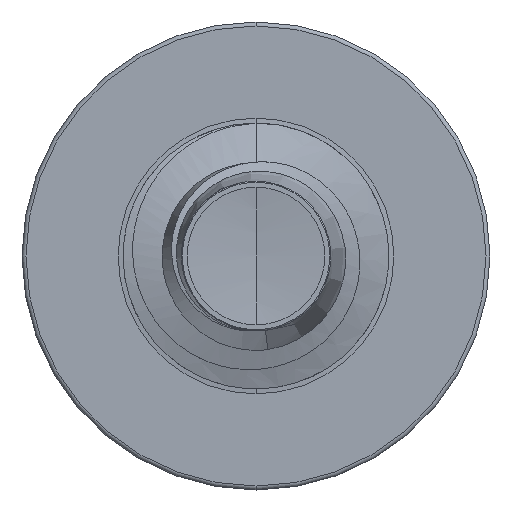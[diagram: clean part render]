
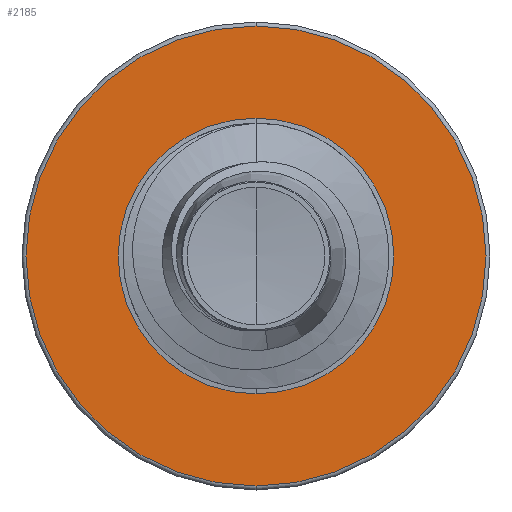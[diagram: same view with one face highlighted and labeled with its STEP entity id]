
A CAD part, front view. The second image highlights one B-rep face of the part: STEP entity #2185.
In plain terms, the highlighted planar face has unit normal (0, -1, 0).
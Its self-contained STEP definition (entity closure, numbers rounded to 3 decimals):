
#677 = DIRECTION ( 'NONE',  ( 0., 0., 1. ) ) ;
#678 = DIRECTION ( 'NONE',  ( 0., 1., 0. ) ) ;
#693 = CARTESIAN_POINT ( 'NONE',  ( 0., 3.5, 0. ) ) ;
#758 = CIRCLE ( 'NONE', #9382, 2.163 ) ;
#1861 = CARTESIAN_POINT ( 'NONE',  ( 0., 3.5, -1.296 ) ) ;
#1933 = EDGE_CURVE ( 'NONE', #7297, #6621, #6379, .T. ) ;
#2185 = ADVANCED_FACE ( 'NONE', ( #2427, #10365 ), #4703, .F. ) ;
#2427 = FACE_OUTER_BOUND ( 'NONE', #6273, .T. ) ;
#2573 = CARTESIAN_POINT ( 'NONE',  ( 0., 3.5, 2.163 ) ) ;
#2574 = CIRCLE ( 'NONE', #6122, 2.163 ) ;
#2586 = CARTESIAN_POINT ( 'NONE',  ( 0., 3.5, -1.296 ) ) ;
#4578 = CARTESIAN_POINT ( 'NONE',  ( 0., 3.5, -2.163 ) ) ;
#4703 = PLANE ( 'NONE',  #6694 ) ;
#4970 = DIRECTION ( 'NONE',  ( 0., 0., 1. ) ) ;
#5009 = DIRECTION ( 'NONE',  ( 0., 1., 0. ) ) ;
#5069 = AXIS2_PLACEMENT_3D ( 'NONE', #693, #678, #677 ) ;
#5363 = DIRECTION ( 'NONE',  ( 0., 0., 1. ) ) ;
#5371 = DIRECTION ( 'NONE',  ( 0., 1., 0. ) ) ;
#5375 = CARTESIAN_POINT ( 'NONE',  ( 0., 3.5, 0. ) ) ;
#5492 = EDGE_CURVE ( 'NONE', #5842, #10082, #2574, .T. ) ;
#5842 = VERTEX_POINT ( 'NONE', #4578 ) ;
#6122 = AXIS2_PLACEMENT_3D ( 'NONE', #5375, #5371, #5363 ) ;
#6273 = EDGE_LOOP ( 'NONE', ( #8434, #8507 ) ) ;
#6379 = CIRCLE ( 'NONE', #5069, 1.296 ) ;
#6621 = VERTEX_POINT ( 'NONE', #2586 ) ;
#6641 = ORIENTED_EDGE ( 'NONE', *, *, #8702, .T. ) ;
#6694 = AXIS2_PLACEMENT_3D ( 'NONE', #1861, #5009, #4970 ) ;
#7096 = AXIS2_PLACEMENT_3D ( 'NONE', #7510, #7500, #7498 ) ;
#7297 = VERTEX_POINT ( 'NONE', #10048 ) ;
#7498 = DIRECTION ( 'NONE',  ( 0., 0., 1. ) ) ;
#7500 = DIRECTION ( 'NONE',  ( 0., 1., 0. ) ) ;
#7510 = CARTESIAN_POINT ( 'NONE',  ( 0., 3.5, 0. ) ) ;
#8287 = ORIENTED_EDGE ( 'NONE', *, *, #1933, .T. ) ;
#8434 = ORIENTED_EDGE ( 'NONE', *, *, #10139, .F. ) ;
#8507 = ORIENTED_EDGE ( 'NONE', *, *, #5492, .F. ) ;
#8549 = EDGE_LOOP ( 'NONE', ( #8287, #6641 ) ) ;
#8702 = EDGE_CURVE ( 'NONE', #6621, #7297, #10500, .T. ) ;
#9382 = AXIS2_PLACEMENT_3D ( 'NONE', #10120, #10063, #10056 ) ;
#10048 = CARTESIAN_POINT ( 'NONE',  ( 0., 3.5, 1.296 ) ) ;
#10056 = DIRECTION ( 'NONE',  ( 0., 0., 1. ) ) ;
#10063 = DIRECTION ( 'NONE',  ( 0., 1., 0. ) ) ;
#10082 = VERTEX_POINT ( 'NONE', #2573 ) ;
#10120 = CARTESIAN_POINT ( 'NONE',  ( 0., 3.5, 0. ) ) ;
#10139 = EDGE_CURVE ( 'NONE', #10082, #5842, #758, .T. ) ;
#10365 = FACE_BOUND ( 'NONE', #8549, .T. ) ;
#10500 = CIRCLE ( 'NONE', #7096, 1.296 ) ;
